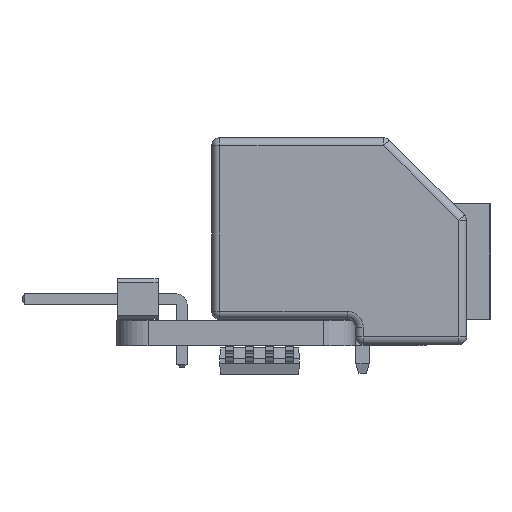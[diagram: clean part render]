
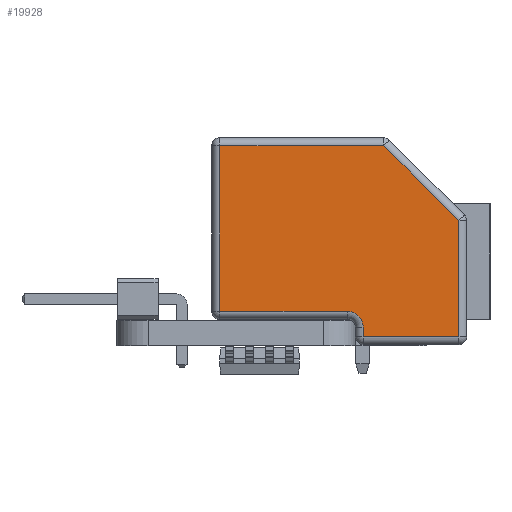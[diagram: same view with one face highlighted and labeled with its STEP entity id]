
A CAD part, left-side view. The second image highlights one B-rep face of the part: STEP entity #19928.
In plain terms, the highlighted planar face has unit normal (-1, 0, 0).
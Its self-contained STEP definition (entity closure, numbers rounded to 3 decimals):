
#19928 = ADVANCED_FACE('',(#19929),#19943,.F.);
#19929 = FACE_BOUND('',#19930,.F.);
#19930 = EDGE_LOOP('',(#19931,#19966,#19994,#20022,#20050,#20078,#20106,
    #20134));
#19931 = ORIENTED_EDGE('',*,*,#19932,.F.);
#19932 = EDGE_CURVE('',#19933,#19935,#19937,.T.);
#19933 = VERTEX_POINT('',#19934);
#19934 = CARTESIAN_POINT('',(-3.,-8.5,-0.5));
#19935 = VERTEX_POINT('',#19936);
#19936 = CARTESIAN_POINT('',(-3.,-0.5,-0.5));
#19937 = SURFACE_CURVE('',#19938,(#19942,#19954),.PCURVE_S1.);
#19938 = LINE('',#19939,#19940);
#19939 = CARTESIAN_POINT('',(-3.,-8.5,-0.5));
#19940 = VECTOR('',#19941,1.);
#19941 = DIRECTION('',(0.,1.,0.));
#19942 = PCURVE('',#19943,#19948);
#19943 = PLANE('',#19944);
#19944 = AXIS2_PLACEMENT_3D('',#19945,#19946,#19947);
#19945 = CARTESIAN_POINT('',(-3.,0.,0.));
#19946 = DIRECTION('',(1.,0.,0.));
#19947 = DIRECTION('',(0.,-1.,0.));
#19948 = DEFINITIONAL_REPRESENTATION('',(#19949),#19953);
#19949 = LINE('',#19950,#19951);
#19950 = CARTESIAN_POINT('',(8.5,0.5));
#19951 = VECTOR('',#19952,1.);
#19952 = DIRECTION('',(-1.,0.));
#19953 = ( GEOMETRIC_REPRESENTATION_CONTEXT(2) 
PARAMETRIC_REPRESENTATION_CONTEXT() REPRESENTATION_CONTEXT('2D SPACE',''
  ) );
#19954 = PCURVE('',#19955,#19960);
#19955 = CYLINDRICAL_SURFACE('',#19956,0.5);
#19956 = AXIS2_PLACEMENT_3D('',#19957,#19958,#19959);
#19957 = CARTESIAN_POINT('',(-2.5,-29.858,-0.5));
#19958 = DIRECTION('',(0.,1.,0.));
#19959 = DIRECTION('',(-1.,0.,0.));
#19960 = DEFINITIONAL_REPRESENTATION('',(#19961),#19965);
#19961 = LINE('',#19962,#19963);
#19962 = CARTESIAN_POINT('',(0.,21.358));
#19963 = VECTOR('',#19964,1.);
#19964 = DIRECTION('',(0.,1.));
#19965 = ( GEOMETRIC_REPRESENTATION_CONTEXT(2) 
PARAMETRIC_REPRESENTATION_CONTEXT() REPRESENTATION_CONTEXT('2D SPACE',''
  ) );
#19966 = ORIENTED_EDGE('',*,*,#19967,.F.);
#19967 = EDGE_CURVE('',#19968,#19933,#19970,.T.);
#19968 = VERTEX_POINT('',#19969);
#19969 = CARTESIAN_POINT('',(-3.,-8.5,-10.9));
#19970 = SURFACE_CURVE('',#19971,(#19975,#19982),.PCURVE_S1.);
#19971 = LINE('',#19972,#19973);
#19972 = CARTESIAN_POINT('',(-3.,-8.5,-10.9));
#19973 = VECTOR('',#19974,1.);
#19974 = DIRECTION('',(0.,0.,1.));
#19975 = PCURVE('',#19943,#19976);
#19976 = DEFINITIONAL_REPRESENTATION('',(#19977),#19981);
#19977 = LINE('',#19978,#19979);
#19978 = CARTESIAN_POINT('',(8.5,10.9));
#19979 = VECTOR('',#19980,1.);
#19980 = DIRECTION('',(0.,-1.));
#19981 = ( GEOMETRIC_REPRESENTATION_CONTEXT(2) 
PARAMETRIC_REPRESENTATION_CONTEXT() REPRESENTATION_CONTEXT('2D SPACE',''
  ) );
#19982 = PCURVE('',#19983,#19988);
#19983 = CYLINDRICAL_SURFACE('',#19984,0.5);
#19984 = AXIS2_PLACEMENT_3D('',#19985,#19986,#19987);
#19985 = CARTESIAN_POINT('',(-2.5,-8.5,-28.347));
#19986 = DIRECTION('',(0.,0.,1.));
#19987 = DIRECTION('',(-1.,0.,0.));
#19988 = DEFINITIONAL_REPRESENTATION('',(#19989),#19993);
#19989 = LINE('',#19990,#19991);
#19990 = CARTESIAN_POINT('',(0.,17.447));
#19991 = VECTOR('',#19992,1.);
#19992 = DIRECTION('',(0.,1.));
#19993 = ( GEOMETRIC_REPRESENTATION_CONTEXT(2) 
PARAMETRIC_REPRESENTATION_CONTEXT() REPRESENTATION_CONTEXT('2D SPACE',''
  ) );
#19994 = ORIENTED_EDGE('',*,*,#19995,.F.);
#19995 = EDGE_CURVE('',#19996,#19968,#19998,.T.);
#19996 = VERTEX_POINT('',#19997);
#19997 = CARTESIAN_POINT('',(-3.,1.793,-10.9));
#19998 = SURFACE_CURVE('',#19999,(#20003,#20010),.PCURVE_S1.);
#19999 = LINE('',#20000,#20001);
#20000 = CARTESIAN_POINT('',(-3.,1.793,-10.9));
#20001 = VECTOR('',#20002,1.);
#20002 = DIRECTION('',(0.,-1.,0.));
#20003 = PCURVE('',#19943,#20004);
#20004 = DEFINITIONAL_REPRESENTATION('',(#20005),#20009);
#20005 = LINE('',#20006,#20007);
#20006 = CARTESIAN_POINT('',(-1.793,10.9));
#20007 = VECTOR('',#20008,1.);
#20008 = DIRECTION('',(1.,0.));
#20009 = ( GEOMETRIC_REPRESENTATION_CONTEXT(2) 
PARAMETRIC_REPRESENTATION_CONTEXT() REPRESENTATION_CONTEXT('2D SPACE',''
  ) );
#20010 = PCURVE('',#20011,#20016);
#20011 = CYLINDRICAL_SURFACE('',#20012,0.5);
#20012 = AXIS2_PLACEMENT_3D('',#20013,#20014,#20015);
#20013 = CARTESIAN_POINT('',(-2.5,27.858,-10.9));
#20014 = DIRECTION('',(0.,-1.,0.));
#20015 = DIRECTION('',(-1.,0.,0.));
#20016 = DEFINITIONAL_REPRESENTATION('',(#20017),#20021);
#20017 = LINE('',#20018,#20019);
#20018 = CARTESIAN_POINT('',(0.,26.065));
#20019 = VECTOR('',#20020,1.);
#20020 = DIRECTION('',(0.,1.));
#20021 = ( GEOMETRIC_REPRESENTATION_CONTEXT(2) 
PARAMETRIC_REPRESENTATION_CONTEXT() REPRESENTATION_CONTEXT('2D SPACE',''
  ) );
#20022 = ORIENTED_EDGE('',*,*,#20023,.F.);
#20023 = EDGE_CURVE('',#20024,#19996,#20026,.T.);
#20024 = VERTEX_POINT('',#20025);
#20025 = CARTESIAN_POINT('',(-3.,6.5,-6.193));
#20026 = SURFACE_CURVE('',#20027,(#20031,#20038),.PCURVE_S1.);
#20027 = LINE('',#20028,#20029);
#20028 = CARTESIAN_POINT('',(-3.,6.5,-6.193));
#20029 = VECTOR('',#20030,1.);
#20030 = DIRECTION('',(0.,-0.707,-0.707));
#20031 = PCURVE('',#19943,#20032);
#20032 = DEFINITIONAL_REPRESENTATION('',(#20033),#20037);
#20033 = LINE('',#20034,#20035);
#20034 = CARTESIAN_POINT('',(-6.5,6.193));
#20035 = VECTOR('',#20036,1.);
#20036 = DIRECTION('',(0.707,0.707));
#20037 = ( GEOMETRIC_REPRESENTATION_CONTEXT(2) 
PARAMETRIC_REPRESENTATION_CONTEXT() REPRESENTATION_CONTEXT('2D SPACE',''
  ) );
#20038 = PCURVE('',#20039,#20044);
#20039 = CYLINDRICAL_SURFACE('',#20040,0.5);
#20040 = AXIS2_PLACEMENT_3D('',#20041,#20042,#20043);
#20041 = CARTESIAN_POINT('',(-2.5,27.858,15.165));
#20042 = DIRECTION('',(0.,-0.707,-0.707));
#20043 = DIRECTION('',(-1.,0.,0.));
#20044 = DEFINITIONAL_REPRESENTATION('',(#20045),#20049);
#20045 = LINE('',#20046,#20047);
#20046 = CARTESIAN_POINT('',(0.,30.204));
#20047 = VECTOR('',#20048,1.);
#20048 = DIRECTION('',(0.,1.));
#20049 = ( GEOMETRIC_REPRESENTATION_CONTEXT(2) 
PARAMETRIC_REPRESENTATION_CONTEXT() REPRESENTATION_CONTEXT('2D SPACE',''
  ) );
#20050 = ORIENTED_EDGE('',*,*,#20051,.F.);
#20051 = EDGE_CURVE('',#20052,#20024,#20054,.T.);
#20052 = VERTEX_POINT('',#20053);
#20053 = CARTESIAN_POINT('',(-3.,6.5,1.1));
#20054 = SURFACE_CURVE('',#20055,(#20059,#20066),.PCURVE_S1.);
#20055 = LINE('',#20056,#20057);
#20056 = CARTESIAN_POINT('',(-3.,6.5,1.1));
#20057 = VECTOR('',#20058,1.);
#20058 = DIRECTION('',(0.,0.,-1.));
#20059 = PCURVE('',#19943,#20060);
#20060 = DEFINITIONAL_REPRESENTATION('',(#20061),#20065);
#20061 = LINE('',#20062,#20063);
#20062 = CARTESIAN_POINT('',(-6.5,-1.1));
#20063 = VECTOR('',#20064,1.);
#20064 = DIRECTION('',(0.,1.));
#20065 = ( GEOMETRIC_REPRESENTATION_CONTEXT(2) 
PARAMETRIC_REPRESENTATION_CONTEXT() REPRESENTATION_CONTEXT('2D SPACE',''
  ) );
#20066 = PCURVE('',#20067,#20072);
#20067 = CYLINDRICAL_SURFACE('',#20068,0.5);
#20068 = AXIS2_PLACEMENT_3D('',#20069,#20070,#20071);
#20069 = CARTESIAN_POINT('',(-2.5,6.5,18.547));
#20070 = DIRECTION('',(0.,0.,-1.));
#20071 = DIRECTION('',(-1.,0.,0.));
#20072 = DEFINITIONAL_REPRESENTATION('',(#20073),#20077);
#20073 = LINE('',#20074,#20075);
#20074 = CARTESIAN_POINT('',(0.,17.447));
#20075 = VECTOR('',#20076,1.);
#20076 = DIRECTION('',(0.,1.));
#20077 = ( GEOMETRIC_REPRESENTATION_CONTEXT(2) 
PARAMETRIC_REPRESENTATION_CONTEXT() REPRESENTATION_CONTEXT('2D SPACE',''
  ) );
#20078 = ORIENTED_EDGE('',*,*,#20079,.F.);
#20079 = EDGE_CURVE('',#20080,#20052,#20082,.T.);
#20080 = VERTEX_POINT('',#20081);
#20081 = CARTESIAN_POINT('',(-3.,0.5,1.1));
#20082 = SURFACE_CURVE('',#20083,(#20087,#20094),.PCURVE_S1.);
#20083 = LINE('',#20084,#20085);
#20084 = CARTESIAN_POINT('',(-3.,0.5,1.1));
#20085 = VECTOR('',#20086,1.);
#20086 = DIRECTION('',(0.,1.,0.));
#20087 = PCURVE('',#19943,#20088);
#20088 = DEFINITIONAL_REPRESENTATION('',(#20089),#20093);
#20089 = LINE('',#20090,#20091);
#20090 = CARTESIAN_POINT('',(-0.5,-1.1));
#20091 = VECTOR('',#20092,1.);
#20092 = DIRECTION('',(-1.,0.));
#20093 = ( GEOMETRIC_REPRESENTATION_CONTEXT(2) 
PARAMETRIC_REPRESENTATION_CONTEXT() REPRESENTATION_CONTEXT('2D SPACE',''
  ) );
#20094 = PCURVE('',#20095,#20100);
#20095 = CYLINDRICAL_SURFACE('',#20096,0.5);
#20096 = AXIS2_PLACEMENT_3D('',#20097,#20098,#20099);
#20097 = CARTESIAN_POINT('',(-2.5,-29.858,1.1));
#20098 = DIRECTION('',(0.,1.,0.));
#20099 = DIRECTION('',(-1.,0.,0.));
#20100 = DEFINITIONAL_REPRESENTATION('',(#20101),#20105);
#20101 = LINE('',#20102,#20103);
#20102 = CARTESIAN_POINT('',(0.,30.358));
#20103 = VECTOR('',#20104,1.);
#20104 = DIRECTION('',(0.,1.));
#20105 = ( GEOMETRIC_REPRESENTATION_CONTEXT(2) 
PARAMETRIC_REPRESENTATION_CONTEXT() REPRESENTATION_CONTEXT('2D SPACE',''
  ) );
#20106 = ORIENTED_EDGE('',*,*,#20107,.F.);
#20107 = EDGE_CURVE('',#20108,#20080,#20110,.T.);
#20108 = VERTEX_POINT('',#20109);
#20109 = CARTESIAN_POINT('',(-3.,0.5,0.5));
#20110 = SURFACE_CURVE('',#20111,(#20115,#20122),.PCURVE_S1.);
#20111 = LINE('',#20112,#20113);
#20112 = CARTESIAN_POINT('',(-3.,0.5,0.5));
#20113 = VECTOR('',#20114,1.);
#20114 = DIRECTION('',(0.,0.,1.));
#20115 = PCURVE('',#19943,#20116);
#20116 = DEFINITIONAL_REPRESENTATION('',(#20117),#20121);
#20117 = LINE('',#20118,#20119);
#20118 = CARTESIAN_POINT('',(-0.5,-0.5));
#20119 = VECTOR('',#20120,1.);
#20120 = DIRECTION('',(0.,-1.));
#20121 = ( GEOMETRIC_REPRESENTATION_CONTEXT(2) 
PARAMETRIC_REPRESENTATION_CONTEXT() REPRESENTATION_CONTEXT('2D SPACE',''
  ) );
#20122 = PCURVE('',#20123,#20128);
#20123 = CYLINDRICAL_SURFACE('',#20124,0.5);
#20124 = AXIS2_PLACEMENT_3D('',#20125,#20126,#20127);
#20125 = CARTESIAN_POINT('',(-2.5,0.5,-28.347));
#20126 = DIRECTION('',(0.,0.,1.));
#20127 = DIRECTION('',(-1.,0.,0.));
#20128 = DEFINITIONAL_REPRESENTATION('',(#20129),#20133);
#20129 = LINE('',#20130,#20131);
#20130 = CARTESIAN_POINT('',(0.,28.847));
#20131 = VECTOR('',#20132,1.);
#20132 = DIRECTION('',(0.,1.));
#20133 = ( GEOMETRIC_REPRESENTATION_CONTEXT(2) 
PARAMETRIC_REPRESENTATION_CONTEXT() REPRESENTATION_CONTEXT('2D SPACE',''
  ) );
#20134 = ORIENTED_EDGE('',*,*,#20135,.F.);
#20135 = EDGE_CURVE('',#19935,#20108,#20136,.T.);
#20136 = SURFACE_CURVE('',#20137,(#20142,#20149),.PCURVE_S1.);
#20137 = CIRCLE('',#20138,1.);
#20138 = AXIS2_PLACEMENT_3D('',#20139,#20140,#20141);
#20139 = CARTESIAN_POINT('',(-3.,-0.5,0.5));
#20140 = DIRECTION('',(1.,0.,0.));
#20141 = DIRECTION('',(0.,0.,-1.));
#20142 = PCURVE('',#19943,#20143);
#20143 = DEFINITIONAL_REPRESENTATION('',(#20144),#20148);
#20144 = CIRCLE('',#20145,1.);
#20145 = AXIS2_PLACEMENT_2D('',#20146,#20147);
#20146 = CARTESIAN_POINT('',(0.5,-0.5));
#20147 = DIRECTION('',(0.,1.));
#20148 = ( GEOMETRIC_REPRESENTATION_CONTEXT(2) 
PARAMETRIC_REPRESENTATION_CONTEXT() REPRESENTATION_CONTEXT('2D SPACE',''
  ) );
#20149 = PCURVE('',#20150,#20155);
#20150 = TOROIDAL_SURFACE('',#20151,1.,0.5);
#20151 = AXIS2_PLACEMENT_3D('',#20152,#20153,#20154);
#20152 = CARTESIAN_POINT('',(-2.5,-0.5,0.5));
#20153 = DIRECTION('',(1.,0.,0.));
#20154 = DIRECTION('',(0.,-0.066,-0.998));
#20155 = DEFINITIONAL_REPRESENTATION('',(#20156),#20160);
#20156 = LINE('',#20157,#20158);
#20157 = CARTESIAN_POINT('',(0.066,4.712));
#20158 = VECTOR('',#20159,1.);
#20159 = DIRECTION('',(1.,0.));
#20160 = ( GEOMETRIC_REPRESENTATION_CONTEXT(2) 
PARAMETRIC_REPRESENTATION_CONTEXT() REPRESENTATION_CONTEXT('2D SPACE',''
  ) );
